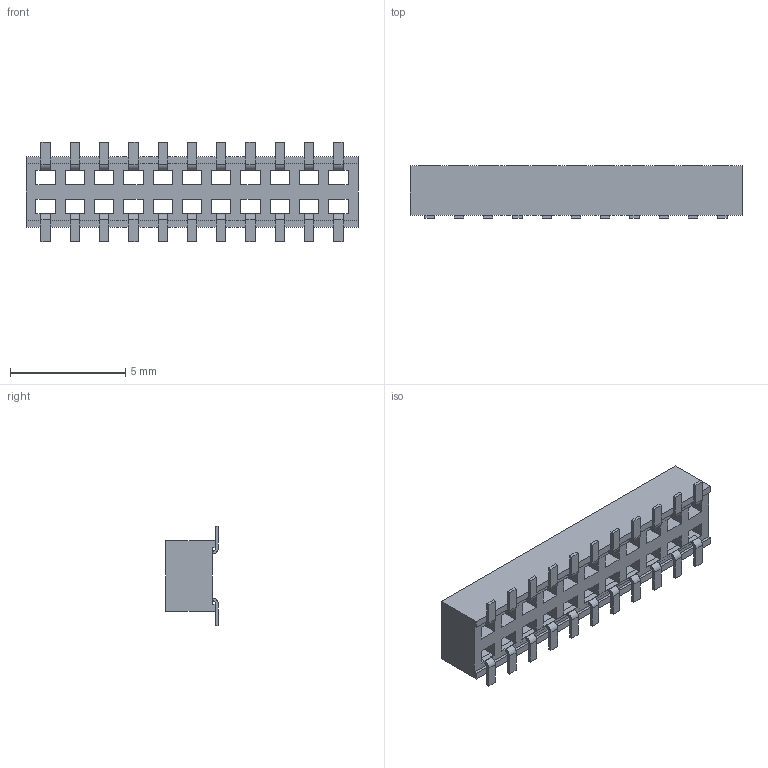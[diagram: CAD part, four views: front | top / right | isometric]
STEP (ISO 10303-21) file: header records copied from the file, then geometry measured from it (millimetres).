
FILE_DESCRIPTION(/* description */ ('STEP AP214'),/* implementation_level */ '2;1');
FILE_NAME(/* name */ 'CLP-111-02-F-D-BE',/* time_stamp */ '2025-05-27T00:45:05+02:00',/* author */ ('License CC BY-ND 4.0'),/* organization */ ('CADENAS'),/* preprocessor_version */ 'ST-DEVELOPER v19.3',/* originating_system */ 'PARTsolutions',/* authorisation */ ' ');
FILE_SCHEMA (('AUTOMOTIVE_DESIGN {1 0 10303 214 3 1 1}'));
Length unit declared in the file: inch
Products named in the file (3): CLP-111-02-F-D-BE; CLP-111-2-F-D-BETRM; C-106-22-1-F-11-BE_Pin
Assembly tree (3 placements, depth 2):
  CLP-111-02-F-D-BE
    CLP-111-2-F-D-BETRM
    C-106-22-1-F-11-BE_Pin  x2
Bounding box: 14.4 x 2.29 x 4.32 mm (x, y, z)
Volume: 68.7 mm3; surface area: 323.2 mm2
Topology: 3 solids, 3 shells, 278 faces, 816 edges, 544 vertices
Faces by surface type: plane 234, cylinder 44
Entity records: 6334 total; most frequent: CARTESIAN_POINT 1112, ORIENTED_EDGE 1104, DIRECTION 980, EDGE_CURVE 552, LINE 508, VECTOR 508, VERTEX_POINT 368, AXIS2_PLACEMENT_3D 236
